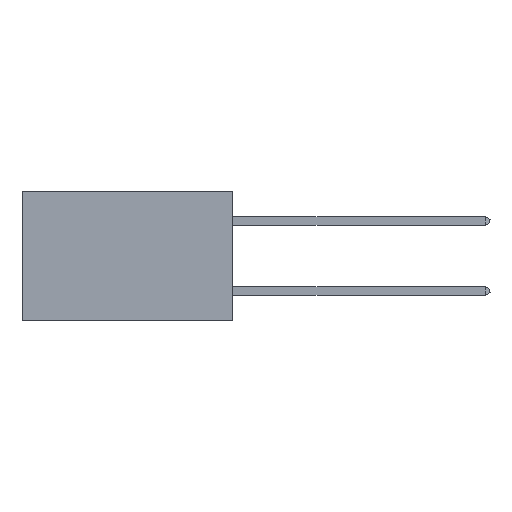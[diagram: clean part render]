
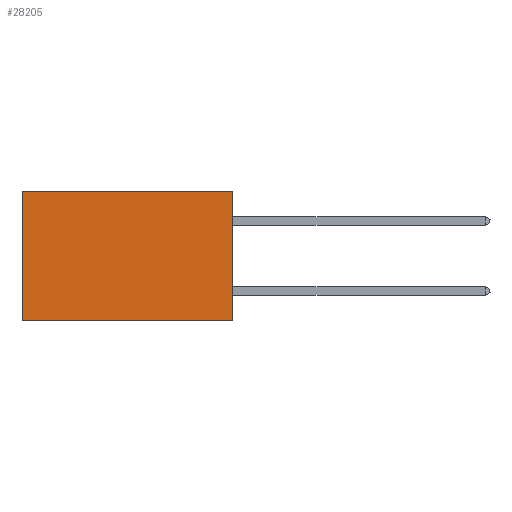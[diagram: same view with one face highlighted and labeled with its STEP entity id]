
A CAD part, left-side view. The second image highlights one B-rep face of the part: STEP entity #28205.
In plain terms, the highlighted planar face has unit normal (-1, 0, 0).
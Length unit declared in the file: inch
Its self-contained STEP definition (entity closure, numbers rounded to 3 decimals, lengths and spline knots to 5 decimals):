
#1984 = DIRECTION ( 'NONE',  ( 1., 0., 0. ) ) ;
#5098 = VERTEX_POINT ( 'NONE', #40366 ) ;
#6946 = VECTOR ( 'NONE', #35234, 39.37008 ) ;
#9766 = ORIENTED_EDGE ( 'NONE', *, *, #42955, .F. ) ;
#13107 = CARTESIAN_POINT ( 'NONE',  ( 0.2875, 0., 0. ) ) ;
#14533 = VERTEX_POINT ( 'NONE', #36901 ) ;
#16294 = EDGE_CURVE ( 'NONE', #5098, #14533, #33403, .T. ) ;
#16332 = AXIS2_PLACEMENT_3D ( 'NONE', #13107, #1984, #27681 ) ;
#16874 = LINE ( 'NONE', #31675, #6946 ) ;
#21383 = CARTESIAN_POINT ( 'NONE',  ( 0.2875, 0., 0. ) ) ;
#23776 = LINE ( 'NONE', #31378, #41649 ) ;
#23928 = VECTOR ( 'NONE', #29143, 39.37008 ) ;
#23993 = LINE ( 'NONE', #28337, #32368 ) ;
#25845 = VERTEX_POINT ( 'NONE', #45579 ) ;
#26212 = ORIENTED_EDGE ( 'NONE', *, *, #40033, .T. ) ;
#27681 = DIRECTION ( 'NONE',  ( 0., 0., -1. ) ) ;
#28205 = ADVANCED_FACE ( 'NONE', ( #31914 ), #45461, .F. ) ;
#28337 = CARTESIAN_POINT ( 'NONE',  ( 0.2875, 0., 0. ) ) ;
#29143 = DIRECTION ( 'NONE',  ( 0., 1., 0. ) ) ;
#31378 = CARTESIAN_POINT ( 'NONE',  ( 0.2875, 0.6, 0. ) ) ;
#31593 = VERTEX_POINT ( 'NONE', #21383 ) ;
#31675 = CARTESIAN_POINT ( 'NONE',  ( 0.2875, 0., 0. ) ) ;
#31914 = FACE_OUTER_BOUND ( 'NONE', #43211, .T. ) ;
#32368 = VECTOR ( 'NONE', #46078, 39.37008 ) ;
#33403 = LINE ( 'NONE', #43335, #23928 ) ;
#34933 = DIRECTION ( 'NONE',  ( 0., 0., -1. ) ) ;
#35234 = DIRECTION ( 'NONE',  ( 0., 1., 0. ) ) ;
#36901 = CARTESIAN_POINT ( 'NONE',  ( 0.2875, 0.6, -0.37 ) ) ;
#37244 = ORIENTED_EDGE ( 'NONE', *, *, #46774, .T. ) ;
#40033 = EDGE_CURVE ( 'NONE', #25845, #14533, #23776, .T. ) ;
#40366 = CARTESIAN_POINT ( 'NONE',  ( 0.2875, 0., -0.37 ) ) ;
#41649 = VECTOR ( 'NONE', #34933, 39.37008 ) ;
#42955 = EDGE_CURVE ( 'NONE', #31593, #5098, #23993, .T. ) ;
#43211 = EDGE_LOOP ( 'NONE', ( #26212, #44270, #9766, #37244 ) ) ;
#43335 = CARTESIAN_POINT ( 'NONE',  ( 0.2875, 0., -0.37 ) ) ;
#44270 = ORIENTED_EDGE ( 'NONE', *, *, #16294, .F. ) ;
#45461 = PLANE ( 'NONE',  #16332 ) ;
#45579 = CARTESIAN_POINT ( 'NONE',  ( 0.2875, 0.6, 0. ) ) ;
#46078 = DIRECTION ( 'NONE',  ( 0., 0., -1. ) ) ;
#46774 = EDGE_CURVE ( 'NONE', #31593, #25845, #16874, .T. ) ;
